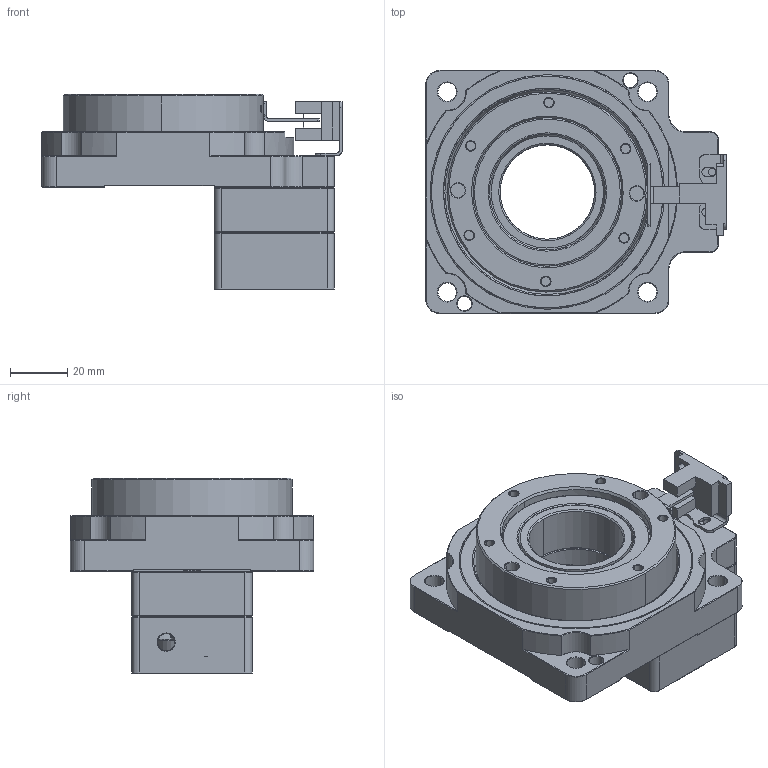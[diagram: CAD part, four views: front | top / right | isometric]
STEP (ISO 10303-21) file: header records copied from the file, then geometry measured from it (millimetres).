
FILE_DESCRIPTION(/* description */ (''),/* implementation_level */ '2;1');
FILE_NAME(/* name */ 'DTN085-18-8-25-30-45-M3.stp',/* time_stamp */ '2021-02-27T16:27:28+08:00',/* author */ (''),/* organization */ (''),/* preprocessor_version */ 'ST-DEVELOPER v16',/* originating_system */ 'SIEMENS PLM Software NX 10.0',/* authorisation */ '');
FILE_SCHEMA (('AUTOMOTIVE_DESIGN { 1 0 10303 214 3 1 1 1 }'));
Products named in the file (1): DTN085-18-8-25-30-45-M3_stp
Bounding box: 105 x 85 x 68.2 mm (x, y, z)
Surface area: 66989.3 mm2 (no closed solid volume)
Topology: 0 solids, 692 shells, 1302 faces, 4828 edges, 4191 vertices
Faces by surface type: plane 480, cone 392, cylinder 360, torus 66, bspline 4
Entity records: 70237 total; most frequent: CARTESIAN_POINT 16945, DIRECTION 7742, ORIENTED_EDGE 6232, EDGE_CURVE 4779, VERTEX_POINT 4190, AXIS2_PLACEMENT_3D 3050, PRESENTATION_STYLE_ASSIGNMENT 1994, SURFACE_STYLE_USAGE 1994
